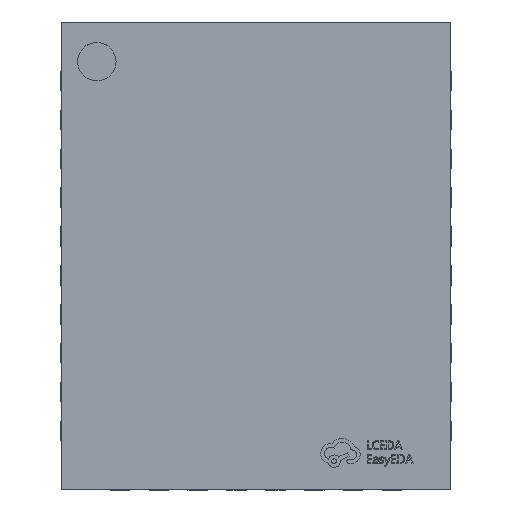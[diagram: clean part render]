
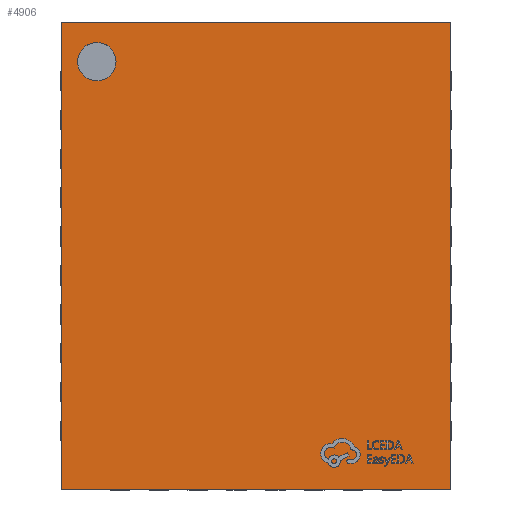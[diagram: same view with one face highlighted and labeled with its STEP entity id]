
A CAD part, top view. The second image highlights one B-rep face of the part: STEP entity #4906.
In plain terms, the highlighted planar face has unit normal (0, 0, 1).
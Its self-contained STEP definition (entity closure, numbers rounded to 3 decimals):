
#94 = VERTEX_POINT ( 'NONE', #17862 ) ;
#124 = LINE ( 'NONE', #3997, #15005 ) ;
#202 = CARTESIAN_POINT ( 'NONE',  ( -2.5, 3., 0.75 ) ) ;
#610 = FACE_BOUND ( 'NONE', #17866, .T. ) ;
#799 = CARTESIAN_POINT ( 'NONE',  ( 2.5, -3., 0.75 ) ) ;
#1141 = CARTESIAN_POINT ( 'NONE',  ( -2.047, 2.5, 0.75 ) ) ;
#1903 = DIRECTION ( 'NONE',  ( 1., 0., 0. ) ) ;
#2357 = DIRECTION ( 'NONE',  ( 0., 0., 1. ) ) ;
#2538 = ORIENTED_EDGE ( 'NONE', *, *, #11118, .F. ) ;
#2854 = VERTEX_POINT ( 'NONE', #8691 ) ;
#3468 = VERTEX_POINT ( 'NONE', #19092 ) ;
#3997 = CARTESIAN_POINT ( 'NONE',  ( 2.5, 3., 0.75 ) ) ;
#4638 = DIRECTION ( 'NONE',  ( 1., 0., 0. ) ) ;
#4906 = ADVANCED_FACE ( 'NONE', ( #610, #20779 ), #22529, .T. ) ;
#4913 = DIRECTION ( 'NONE',  ( 0., -1., 0. ) ) ;
#4985 = EDGE_CURVE ( 'NONE', #13791, #18924, #10335, .T. ) ;
#5167 = CARTESIAN_POINT ( 'NONE',  ( -2.5, 3., 0.75 ) ) ;
#5263 = AXIS2_PLACEMENT_3D ( 'NONE', #20382, #2357, #18485 ) ;
#5401 = EDGE_CURVE ( 'NONE', #94, #3468, #7852, .T. ) ;
#5445 = EDGE_CURVE ( 'NONE', #18924, #2854, #19737, .T. ) ;
#5878 = LINE ( 'NONE', #12535, #25170 ) ;
#6100 = DIRECTION ( 'NONE',  ( 0., 1., 0. ) ) ;
#7221 = DIRECTION ( 'NONE',  ( 1., 0., 0. ) ) ;
#7852 = CIRCLE ( 'NONE', #16377, 0.247 ) ;
#8045 = CIRCLE ( 'NONE', #12322, 0.247 ) ;
#8322 = DIRECTION ( 'NONE',  ( -1., 0., 0. ) ) ;
#8691 = CARTESIAN_POINT ( 'NONE',  ( -2.5, -3., 0.75 ) ) ;
#10335 = LINE ( 'NONE', #202, #12078 ) ;
#10852 = DIRECTION ( 'NONE',  ( 0., 0., 1. ) ) ;
#11118 = EDGE_CURVE ( 'NONE', #3468, #94, #8045, .T. ) ;
#12078 = VECTOR ( 'NONE', #8322, 1000. ) ;
#12322 = AXIS2_PLACEMENT_3D ( 'NONE', #1141, #10852, #7221 ) ;
#12535 = CARTESIAN_POINT ( 'NONE',  ( -2.5, -3., 0.75 ) ) ;
#12615 = EDGE_CURVE ( 'NONE', #26248, #13791, #124, .T. ) ;
#13791 = VERTEX_POINT ( 'NONE', #15854 ) ;
#13916 = ORIENTED_EDGE ( 'NONE', *, *, #4985, .T. ) ;
#14888 = ORIENTED_EDGE ( 'NONE', *, *, #22744, .T. ) ;
#14925 = CARTESIAN_POINT ( 'NONE',  ( -2.047, 2.5, 0.75 ) ) ;
#15005 = VECTOR ( 'NONE', #6100, 1000. ) ;
#15854 = CARTESIAN_POINT ( 'NONE',  ( 2.5, 3., 0.75 ) ) ;
#16208 = EDGE_LOOP ( 'NONE', ( #26208, #13916, #20030, #14888 ) ) ;
#16377 = AXIS2_PLACEMENT_3D ( 'NONE', #14925, #16791, #4638 ) ;
#16791 = DIRECTION ( 'NONE',  ( 0., 0., 1. ) ) ;
#17862 = CARTESIAN_POINT ( 'NONE',  ( -2.294, 2.5, 0.75 ) ) ;
#17866 = EDGE_LOOP ( 'NONE', ( #2538, #26217 ) ) ;
#18485 = DIRECTION ( 'NONE',  ( 1., 0., 0. ) ) ;
#18924 = VERTEX_POINT ( 'NONE', #21470 ) ;
#19092 = CARTESIAN_POINT ( 'NONE',  ( -1.801, 2.5, 0.75 ) ) ;
#19737 = LINE ( 'NONE', #5167, #25799 ) ;
#20030 = ORIENTED_EDGE ( 'NONE', *, *, #5445, .T. ) ;
#20382 = CARTESIAN_POINT ( 'NONE',  ( 0., 0., 0.75 ) ) ;
#20779 = FACE_OUTER_BOUND ( 'NONE', #16208, .T. ) ;
#21470 = CARTESIAN_POINT ( 'NONE',  ( -2.5, 3., 0.75 ) ) ;
#22529 = PLANE ( 'NONE',  #5263 ) ;
#22744 = EDGE_CURVE ( 'NONE', #2854, #26248, #5878, .T. ) ;
#25170 = VECTOR ( 'NONE', #1903, 1000. ) ;
#25799 = VECTOR ( 'NONE', #4913, 1000. ) ;
#26208 = ORIENTED_EDGE ( 'NONE', *, *, #12615, .T. ) ;
#26217 = ORIENTED_EDGE ( 'NONE', *, *, #5401, .F. ) ;
#26248 = VERTEX_POINT ( 'NONE', #799 ) ;
